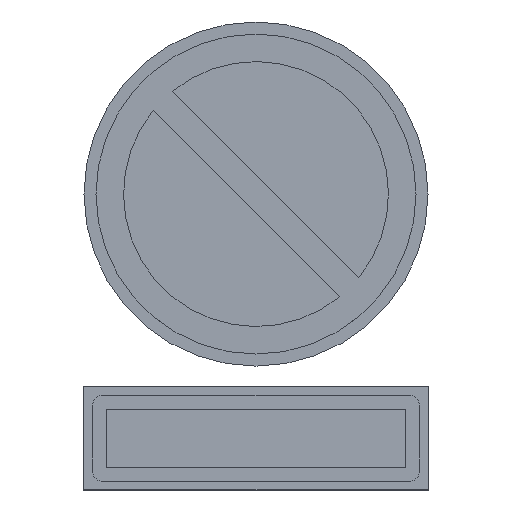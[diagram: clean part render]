
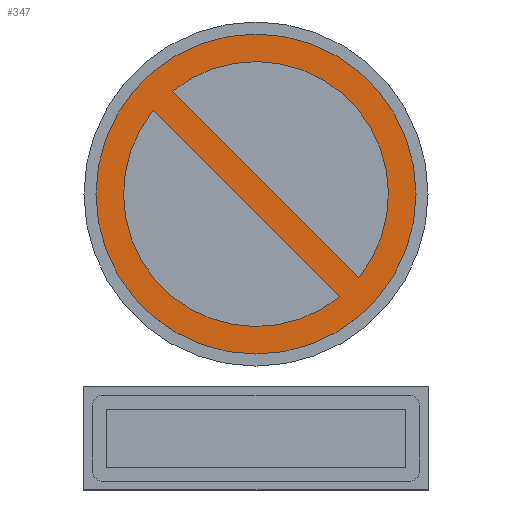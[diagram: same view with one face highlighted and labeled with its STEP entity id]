
A CAD part, top view. The second image highlights one B-rep face of the part: STEP entity #347.
In plain terms, the highlighted planar face has unit normal (0, 0, 1).
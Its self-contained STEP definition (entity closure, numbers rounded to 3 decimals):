
#199=AXIS2_PLACEMENT_3D('Circle Axis2P3D',#197,#198,$) ;
#219=AXIS2_PLACEMENT_3D('Circle Axis2P3D',#217,#218,$) ;
#237=AXIS2_PLACEMENT_3D('Circle Axis2P3D',#235,#236,$) ;
#287=AXIS2_PLACEMENT_3D('Circle Axis2P3D',#285,#286,$) ;
#333=AXIS2_PLACEMENT_3D('Plane Axis2P3D',#330,#331,#332) ;
#187=CARTESIAN_POINT('Vertex',(48.25,43.,0.07)) ;
#194=CARTESIAN_POINT('Vertex',(1.75,43.,0.07)) ;
#197=CARTESIAN_POINT('Axis2P3D Location',(25.,43.,0.07)) ;
#217=CARTESIAN_POINT('Axis2P3D Location',(25.,43.,0.07)) ;
#235=CARTESIAN_POINT('Axis2P3D Location',(25.,43.,0.07)) ;
#239=CARTESIAN_POINT('Vertex',(39.952,30.876,0.07)) ;
#241=CARTESIAN_POINT('Vertex',(12.876,57.952,0.07)) ;
#267=CARTESIAN_POINT('Line Origine',(26.414,44.414,0.07)) ;
#285=CARTESIAN_POINT('Axis2P3D Location',(25.,43.,0.07)) ;
#289=CARTESIAN_POINT('Vertex',(10.048,55.124,0.07)) ;
#291=CARTESIAN_POINT('Vertex',(37.124,28.048,0.07)) ;
#317=CARTESIAN_POINT('Line Origine',(23.586,41.586,0.07)) ;
#330=CARTESIAN_POINT('Axis2P3D Location',(25.,43.,0.07)) ;
#198=DIRECTION('Axis2P3D Direction',(0.,0.,1.)) ;
#218=DIRECTION('Axis2P3D Direction',(0.,0.,1.)) ;
#236=DIRECTION('Axis2P3D Direction',(0.,0.,1.)) ;
#268=DIRECTION('Vector Direction',(0.707,-0.707,0.)) ;
#286=DIRECTION('Axis2P3D Direction',(0.,0.,1.)) ;
#318=DIRECTION('Vector Direction',(0.707,-0.707,0.)) ;
#331=DIRECTION('Axis2P3D Direction',(0.,0.,1.)) ;
#332=DIRECTION('Axis2P3D XDirection',(1.,0.,0.)) ;
#269=VECTOR('Line Direction',#268,1.) ;
#319=VECTOR('Line Direction',#318,1.) ;
#336=ORIENTED_EDGE('',*,*,#201,.T.) ;
#337=ORIENTED_EDGE('',*,*,#221,.T.) ;
#340=ORIENTED_EDGE('',*,*,#243,.F.) ;
#341=ORIENTED_EDGE('',*,*,#271,.F.) ;
#344=ORIENTED_EDGE('',*,*,#293,.F.) ;
#345=ORIENTED_EDGE('',*,*,#321,.F.) ;
#342=FACE_BOUND('',#339,.T.) ;
#346=FACE_BOUND('',#343,.T.) ;
#347=ADVANCED_FACE('S3D positioniert',(#338,#342,#346),#334,.T.) ;
#200=CIRCLE('generated circle',#199,23.25) ;
#220=CIRCLE('generated circle',#219,23.25) ;
#238=CIRCLE('generated circle',#237,19.25) ;
#288=CIRCLE('generated circle',#287,19.25) ;
#201=EDGE_CURVE('',#188,#195,#200,.T.) ;
#221=EDGE_CURVE('',#195,#188,#220,.T.) ;
#243=EDGE_CURVE('',#240,#242,#238,.T.) ;
#271=EDGE_CURVE('',#242,#240,#270,.T.) ;
#293=EDGE_CURVE('',#290,#292,#288,.T.) ;
#321=EDGE_CURVE('',#292,#290,#320,.F.) ;
#335=EDGE_LOOP('',(#336,#337)) ;
#339=EDGE_LOOP('',(#340,#341)) ;
#343=EDGE_LOOP('',(#344,#345)) ;
#338=FACE_OUTER_BOUND('',#335,.T.) ;
#270=LINE('Line',#267,#269) ;
#320=LINE('Line',#317,#319) ;
#334=PLANE('',#333) ;
#188=VERTEX_POINT('',#187) ;
#195=VERTEX_POINT('',#194) ;
#240=VERTEX_POINT('',#239) ;
#242=VERTEX_POINT('',#241) ;
#290=VERTEX_POINT('',#289) ;
#292=VERTEX_POINT('',#291) ;
